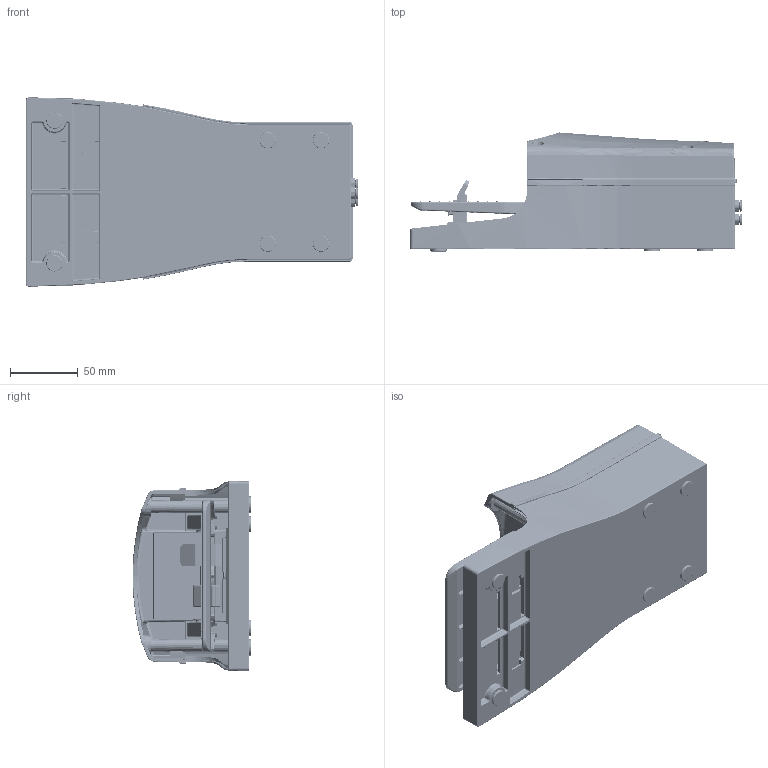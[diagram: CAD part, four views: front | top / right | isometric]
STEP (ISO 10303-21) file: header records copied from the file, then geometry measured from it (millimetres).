
FILE_DESCRIPTION(( 'PEDS 504 BS.STEP' ), '1');
FILE_NAME( 'PEDS 504 BS.STEP', '2019-03-04T12:06:19',( 'Sopra'),('sopra-pneumatic.com'), 'SwSTEP 2.0','SolidWorks 2009','' );
FILE_SCHEMA (( 'AUTOMOTIVE_DESIGN' ));
Length unit declared in the file: millimetre
Products named in the file (1): 8_322_4n
Bounding box: 244.2 x 87.47 x 139.42 mm (x, y, z)
Volume: 531076.4 mm3; surface area: 259369.7 mm2
Topology: 22 solids, 22 shells, 4578 faces, 11331 edges, 6684 vertices
Faces by surface type: cylinder 1601, plane 1085, bspline 912, cone 583, torus 244, sphere 153
Entity records: 258566 total; most frequent: CARTESIAN_POINT 108467, ORIENTED_EDGE 22282, DIRECTION 19316, EDGE_CURVE 11141, AXIS2_PLACEMENT_3D 7579, VERTEX_POINT 6684, EDGE_LOOP 4719, UNCERTAINTY_MEASURE_WITH_UNIT 4602
